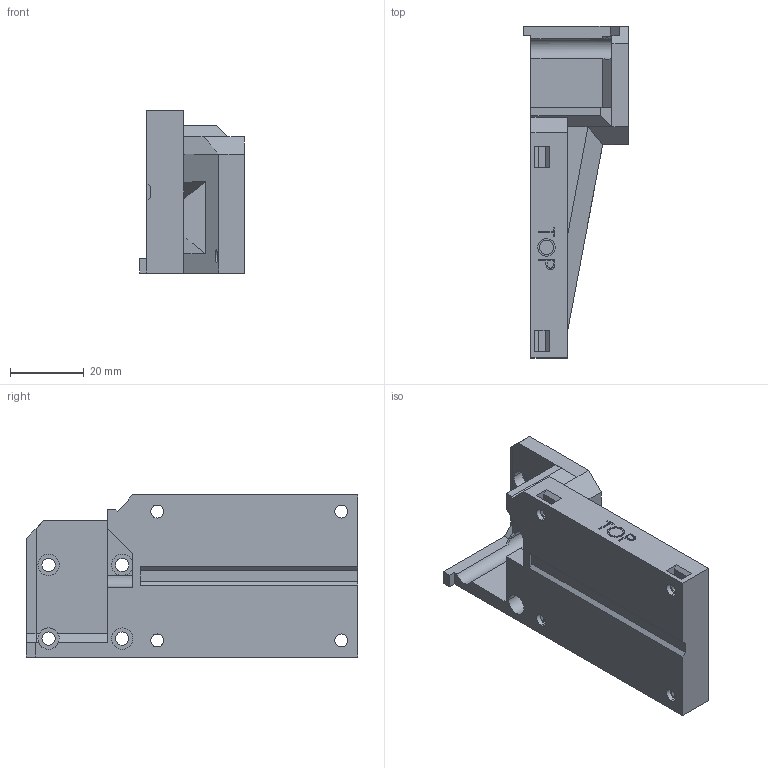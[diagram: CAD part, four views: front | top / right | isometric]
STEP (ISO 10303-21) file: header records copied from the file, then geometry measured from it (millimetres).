
FILE_DESCRIPTION (( 'STEP AP214' ), '1' );
FILE_NAME ('Allstruder Mount.STEP', '2025-01-11T15:08:24', ( '' ), ( '' ), 'SwSTEP 2.0', 'SolidWorks 2024', '' );
FILE_SCHEMA (( 'AUTOMOTIVE_DESIGN' ));
Length unit declared in the file: millimetre
Products named in the file (1): Allstruder Mount
Bounding box: 28.5 x 90.1 x 44 mm (x, y, z)
Volume: 45607.2 mm3; surface area: 14246.3 mm2
Topology: 1 solids, 1 shells, 184 faces, 495 edges, 320 vertices
Faces by surface type: plane 137, cylinder 33, bspline 14
Entity records: 6730 total; most frequent: CARTESIAN_POINT 2104, ORIENTED_EDGE 990, DIRECTION 875, EDGE_CURVE 495, LINE 389, VECTOR 389, VERTEX_POINT 320, AXIS2_PLACEMENT_3D 243
